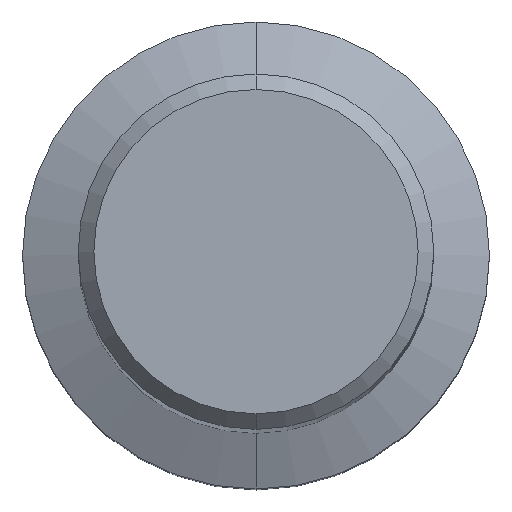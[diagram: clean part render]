
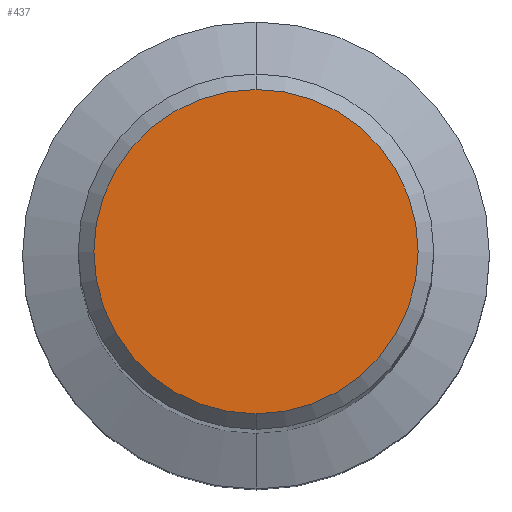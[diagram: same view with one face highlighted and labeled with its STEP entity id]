
A CAD part, top view. The second image highlights one B-rep face of the part: STEP entity #437.
In plain terms, the highlighted planar face has unit normal (0, 0, 1).
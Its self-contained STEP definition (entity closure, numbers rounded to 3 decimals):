
#229=EDGE_CURVE('',#373,#463,#585,.T.);
#373=VERTEX_POINT('',#749);
#437=ADVANCED_FACE('',(#819),#820,.T.);
#463=VERTEX_POINT('',#848);
#497=EDGE_CURVE('',#463,#373,#884,.T.);
#585=CIRCLE('',#989,6.25);
#749=CARTESIAN_POINT('',(0.0,6.25,0.0));
#819=FACE_OUTER_BOUND('',#1512,.T.);
#820=PLANE('',#1513);
#848=CARTESIAN_POINT('',(0.,-6.25,0.0));
#884=CIRCLE('',#1622,6.25);
#989=AXIS2_PLACEMENT_3D('',#1726,#1727,#1728);
#1512=EDGE_LOOP('',(#2022,#2023));
#1513=AXIS2_PLACEMENT_3D('',#2024,#2025,#2026);
#1622=AXIS2_PLACEMENT_3D('',#2082,#2083,#2084);
#1726=CARTESIAN_POINT('',(0.0,0.0,0.0));
#1727=DIRECTION('',(0.0,0.0,-1.0));
#1728=DIRECTION('',(0.0,1.0,0.0));
#2022=ORIENTED_EDGE('',*,*,#229,.F.);
#2023=ORIENTED_EDGE('',*,*,#497,.F.);
#2024=CARTESIAN_POINT('',(0.0,3.125,0.0));
#2025=DIRECTION('',(-0.0,0.0,1.0));
#2026=DIRECTION('',(0.0,-1.0,0.0));
#2082=CARTESIAN_POINT('',(0.0,0.0,0.0));
#2083=DIRECTION('',(0.0,0.0,-1.0));
#2084=DIRECTION('',(0.0,1.0,0.0));
